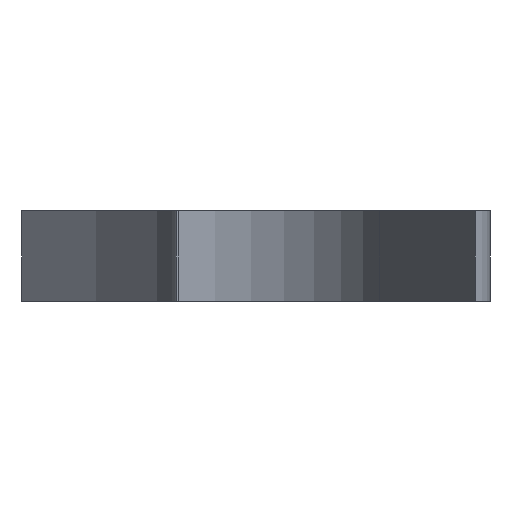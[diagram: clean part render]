
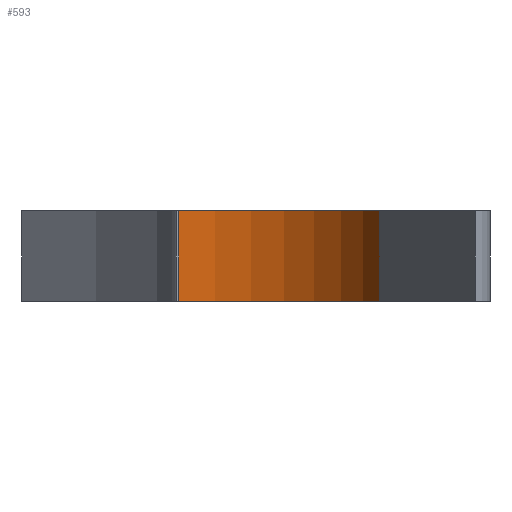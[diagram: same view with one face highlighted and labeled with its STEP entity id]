
A CAD part, front view. The second image highlights one B-rep face of the part: STEP entity #593.
In plain terms, the highlighted cylindrical face has radius 6 mm (diameter 12 mm), a partial arc.
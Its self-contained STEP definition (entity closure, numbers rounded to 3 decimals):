
#3 = VECTOR ( 'NONE', #257, 1000. ) ;
#15 = ORIENTED_EDGE ( 'NONE', *, *, #525, .F. ) ;
#54 = AXIS2_PLACEMENT_3D ( 'NONE', #187, #410, #633 ) ;
#78 = EDGE_LOOP ( 'NONE', ( #285, #492, #15, #117 ) ) ;
#101 = CARTESIAN_POINT ( 'NONE',  ( 28.418, -16.196, 0. ) ) ;
#110 = VERTEX_POINT ( 'NONE', #373 ) ;
#117 = ORIENTED_EDGE ( 'NONE', *, *, #426, .F. ) ;
#165 = VERTEX_POINT ( 'NONE', #101 ) ;
#168 = AXIS2_PLACEMENT_3D ( 'NONE', #265, #216, #435 ) ;
#187 = CARTESIAN_POINT ( 'NONE',  ( 28.411, -22.196, -2.5 ) ) ;
#192 = DIRECTION ( 'NONE',  ( 1., 0., 0. ) ) ;
#203 = CIRCLE ( 'NONE', #168, 6. ) ;
#216 = DIRECTION ( 'NONE',  ( 0., 0., 1. ) ) ;
#257 = DIRECTION ( 'NONE',  ( 0., 0., 1. ) ) ;
#265 = CARTESIAN_POINT ( 'NONE',  ( 28.411, -22.196, -2.5 ) ) ;
#277 = VERTEX_POINT ( 'NONE', #607 ) ;
#285 = ORIENTED_EDGE ( 'NONE', *, *, #494, .F. ) ;
#307 = LINE ( 'NONE', #648, #3 ) ;
#330 = VECTOR ( 'NONE', #628, 1000. ) ;
#363 = FACE_OUTER_BOUND ( 'NONE', #78, .T. ) ;
#373 = CARTESIAN_POINT ( 'NONE',  ( 33.952, -19.892, 0. ) ) ;
#405 = CARTESIAN_POINT ( 'NONE',  ( 28.411, -22.196, 0. ) ) ;
#410 = DIRECTION ( 'NONE',  ( 0., 0., -1. ) ) ;
#426 = EDGE_CURVE ( 'NONE', #482, #165, #307, .T. ) ;
#435 = DIRECTION ( 'NONE',  ( 1., 0., 0. ) ) ;
#465 = LINE ( 'NONE', #586, #330 ) ;
#482 = VERTEX_POINT ( 'NONE', #595 ) ;
#492 = ORIENTED_EDGE ( 'NONE', *, *, #547, .F. ) ;
#494 = EDGE_CURVE ( 'NONE', #277, #482, #203, .T. ) ;
#504 = CIRCLE ( 'NONE', #684, 6. ) ;
#514 = CYLINDRICAL_SURFACE ( 'NONE', #54, 6. ) ;
#525 = EDGE_CURVE ( 'NONE', #165, #110, #504, .T. ) ;
#547 = EDGE_CURVE ( 'NONE', #110, #277, #465, .T. ) ;
#573 = DIRECTION ( 'NONE',  ( 0., 0., -1. ) ) ;
#586 = CARTESIAN_POINT ( 'NONE',  ( 33.952, -19.892, -2.5 ) ) ;
#593 = ADVANCED_FACE ( 'NONE', ( #363 ), #514, .F. ) ;
#595 = CARTESIAN_POINT ( 'NONE',  ( 28.418, -16.196, -2.5 ) ) ;
#607 = CARTESIAN_POINT ( 'NONE',  ( 33.952, -19.892, -2.5 ) ) ;
#628 = DIRECTION ( 'NONE',  ( 0., 0., -1. ) ) ;
#633 = DIRECTION ( 'NONE',  ( -1., 0., 0. ) ) ;
#648 = CARTESIAN_POINT ( 'NONE',  ( 28.418, -16.196, 0. ) ) ;
#684 = AXIS2_PLACEMENT_3D ( 'NONE', #405, #573, #192 ) ;
